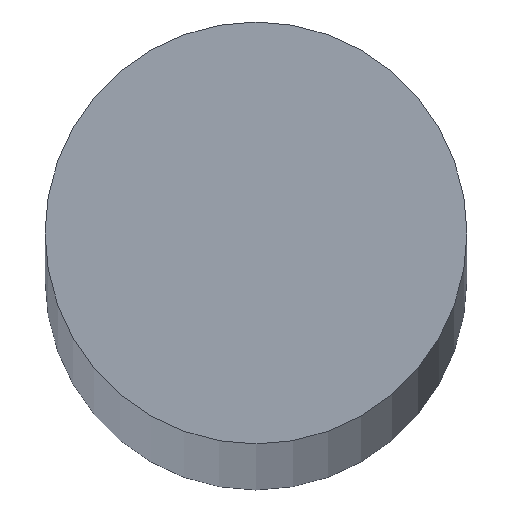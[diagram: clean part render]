
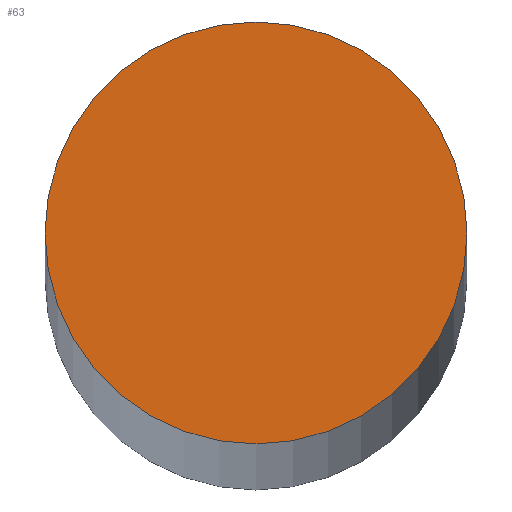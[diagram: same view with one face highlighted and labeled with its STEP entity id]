
A CAD part, top view. The second image highlights one B-rep face of the part: STEP entity #63.
In plain terms, the highlighted planar face has unit normal (0, 0, 1).
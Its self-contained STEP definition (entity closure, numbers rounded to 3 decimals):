
#6 = DIRECTION ( 'NONE',  ( 0., 0., 1. ) ) ;
#10 = ORIENTED_EDGE ( 'NONE', *, *, #131, .T. ) ;
#12 = DIRECTION ( 'NONE',  ( 0., 0., 1. ) ) ;
#15 = CIRCLE ( 'NONE', #171, 8. ) ;
#16 = AXIS2_PLACEMENT_3D ( 'NONE', #133, #6, #177 ) ;
#26 = VERTEX_POINT ( 'NONE', #36 ) ;
#30 = DIRECTION ( 'NONE',  ( 1., 0., 0. ) ) ;
#32 = DIRECTION ( 'NONE',  ( 0., 0., 1. ) ) ;
#36 = CARTESIAN_POINT ( 'NONE',  ( 8., 0., 1000. ) ) ;
#51 = FACE_OUTER_BOUND ( 'NONE', #65, .T. ) ;
#63 = ADVANCED_FACE ( 'NONE', ( #51 ), #135, .T. ) ;
#65 = EDGE_LOOP ( 'NONE', ( #100, #10 ) ) ;
#84 = VERTEX_POINT ( 'NONE', #142 ) ;
#100 = ORIENTED_EDGE ( 'NONE', *, *, #166, .T. ) ;
#108 = CARTESIAN_POINT ( 'NONE',  ( 0., 0., 1000. ) ) ;
#124 = CIRCLE ( 'NONE', #16, 8. ) ;
#131 = EDGE_CURVE ( 'NONE', #26, #84, #15, .T. ) ;
#133 = CARTESIAN_POINT ( 'NONE',  ( 0., 0., 1000. ) ) ;
#135 = PLANE ( 'NONE',  #156 ) ;
#142 = CARTESIAN_POINT ( 'NONE',  ( -8., 0., 1000. ) ) ;
#156 = AXIS2_PLACEMENT_3D ( 'NONE', #108, #12, #164 ) ;
#163 = CARTESIAN_POINT ( 'NONE',  ( 0., 0., 1000. ) ) ;
#164 = DIRECTION ( 'NONE',  ( 1., 0., 0. ) ) ;
#166 = EDGE_CURVE ( 'NONE', #84, #26, #124, .T. ) ;
#171 = AXIS2_PLACEMENT_3D ( 'NONE', #163, #32, #30 ) ;
#177 = DIRECTION ( 'NONE',  ( 1., 0., 0. ) ) ;
